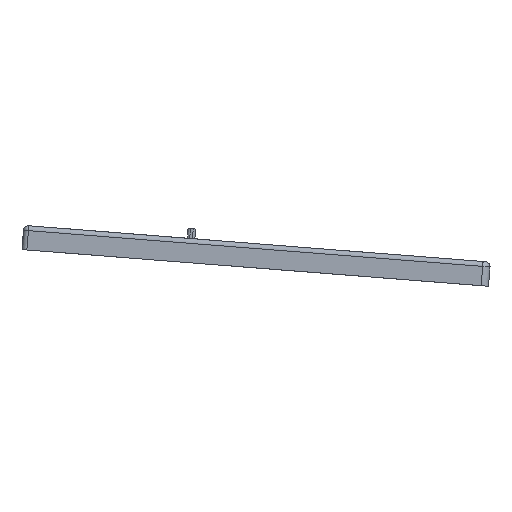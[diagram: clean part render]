
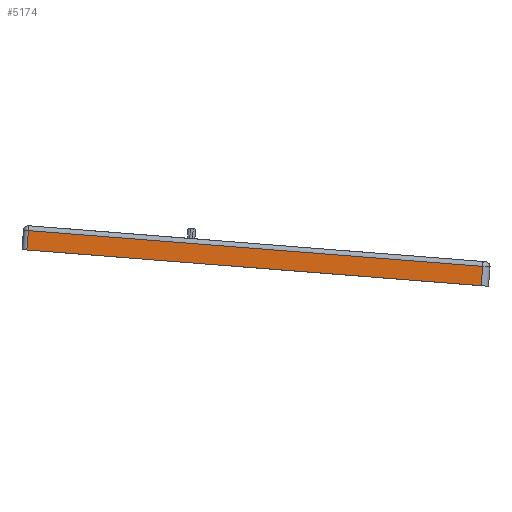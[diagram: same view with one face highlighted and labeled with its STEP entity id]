
A CAD part, left-side view. The second image highlights one B-rep face of the part: STEP entity #5174.
In plain terms, the highlighted planar face has unit normal (-1, 0, 0).
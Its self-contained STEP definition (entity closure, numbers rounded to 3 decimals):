
#381=PLANE('',#5620);
#637=FACE_OUTER_BOUND('',#935,.T.);
#935=EDGE_LOOP('',(#4437,#4438,#4439,#4440));
#1422=LINE('',#8409,#1956);
#1465=LINE('',#8544,#1999);
#1466=LINE('',#8547,#2000);
#1467=LINE('',#8548,#2001);
#1956=VECTOR('',#6838,10.);
#1999=VECTOR('',#6969,10.);
#2000=VECTOR('',#6972,10.);
#2001=VECTOR('',#6973,10.);
#2493=VERTEX_POINT('',#8404);
#2494=VERTEX_POINT('',#8408);
#2524=VERTEX_POINT('',#8542);
#2525=VERTEX_POINT('',#8546);
#3158=EDGE_CURVE('',#2493,#2494,#1422,.T.);
#3218=EDGE_CURVE('',#2524,#2493,#1465,.T.);
#3219=EDGE_CURVE('',#2525,#2524,#1466,.T.);
#3220=EDGE_CURVE('',#2494,#2525,#1467,.T.);
#4437=ORIENTED_EDGE('',*,*,#3158,.F.);
#4438=ORIENTED_EDGE('',*,*,#3218,.F.);
#4439=ORIENTED_EDGE('',*,*,#3219,.F.);
#4440=ORIENTED_EDGE('',*,*,#3220,.F.);
#5174=ADVANCED_FACE('',(#637),#381,.T.);
#5620=AXIS2_PLACEMENT_3D('',#8545,#6970,#6971);
#6838=DIRECTION('',(0.,-0.997,-0.078));
#6969=DIRECTION('',(0.,-0.078,0.997));
#6970=DIRECTION('center_axis',(-1.,0.,0.));
#6971=DIRECTION('ref_axis',(0.,-0.997,-0.078));
#6972=DIRECTION('',(0.,0.997,0.078));
#6973=DIRECTION('',(0.,0.078,-0.997));
#8404=CARTESIAN_POINT('',(-206.546,481.481,135.105));
#8408=CARTESIAN_POINT('',(-206.546,296.055,120.511));
#8409=CARTESIAN_POINT('',(-206.546,436.109,131.534));
#8542=CARTESIAN_POINT('',(-206.546,482.101,127.229));
#8544=CARTESIAN_POINT('',(-206.546,482.05,127.877));
#8545=CARTESIAN_POINT('Origin',(-206.546,484.744,118.811));
#8546=CARTESIAN_POINT('',(-206.546,296.675,112.636));
#8547=CARTESIAN_POINT('',(-206.546,436.774,123.662));
#8548=CARTESIAN_POINT('',(-206.546,296.624,113.284));
